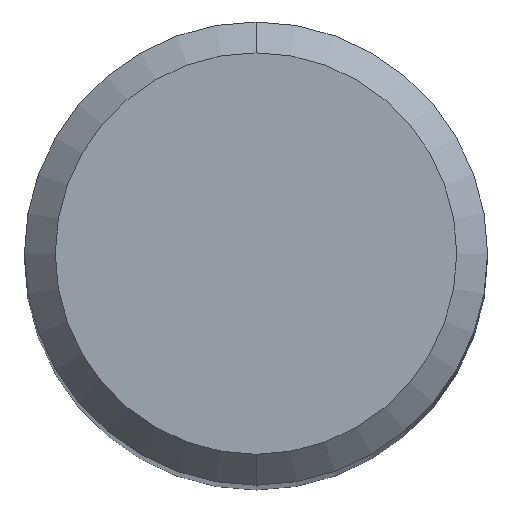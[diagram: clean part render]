
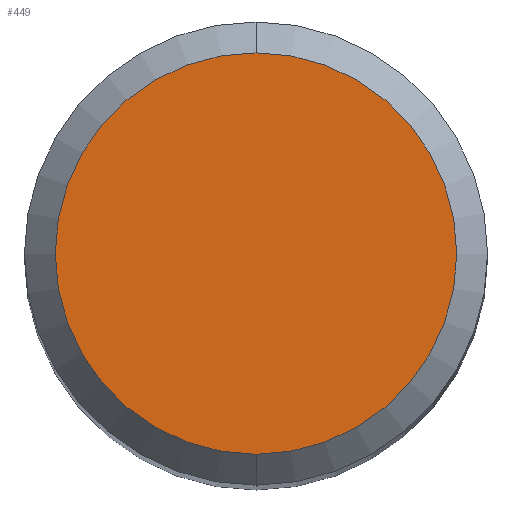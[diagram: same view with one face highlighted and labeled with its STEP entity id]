
A CAD part, top view. The second image highlights one B-rep face of the part: STEP entity #449.
In plain terms, the highlighted planar face has unit normal (0, 0, 1).
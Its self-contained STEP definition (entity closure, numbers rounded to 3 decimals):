
#449=ADVANCED_FACE('',(#1057),#1058,.T.);
#467=VERTEX_POINT('',#1077);
#511=EDGE_CURVE('',#467,#551,#1124,.T.);
#551=VERTEX_POINT('',#1170);
#685=EDGE_CURVE('',#551,#467,#1313,.T.);
#1057=FACE_OUTER_BOUND('',#3098,.T.);
#1058=PLANE('',#3099);
#1077=CARTESIAN_POINT('',(0.,-2.6,0.0));
#1124=CIRCLE('',#4359,2.6);
#1170=CARTESIAN_POINT('',(0.0,2.6,0.0));
#1313=CIRCLE('',#6425,2.6);
#3098=EDGE_LOOP('',(#7661,#7662));
#3099=AXIS2_PLACEMENT_3D('',#7663,#7664,#7665);
#4359=AXIS2_PLACEMENT_3D('',#7719,#7720,#7721);
#6425=AXIS2_PLACEMENT_3D('',#7908,#7909,#7910);
#7661=ORIENTED_EDGE('',*,*,#685,.F.);
#7662=ORIENTED_EDGE('',*,*,#511,.F.);
#7663=CARTESIAN_POINT('',(0.0,1.3,0.0));
#7664=DIRECTION('',(-0.0,0.0,1.0));
#7665=DIRECTION('',(0.0,-1.0,0.0));
#7719=CARTESIAN_POINT('',(0.0,0.0,0.0));
#7720=DIRECTION('',(0.0,0.0,-1.0));
#7721=DIRECTION('',(0.0,1.0,0.0));
#7908=CARTESIAN_POINT('',(0.0,0.0,0.0));
#7909=DIRECTION('',(0.0,0.0,-1.0));
#7910=DIRECTION('',(0.0,1.0,0.0));
